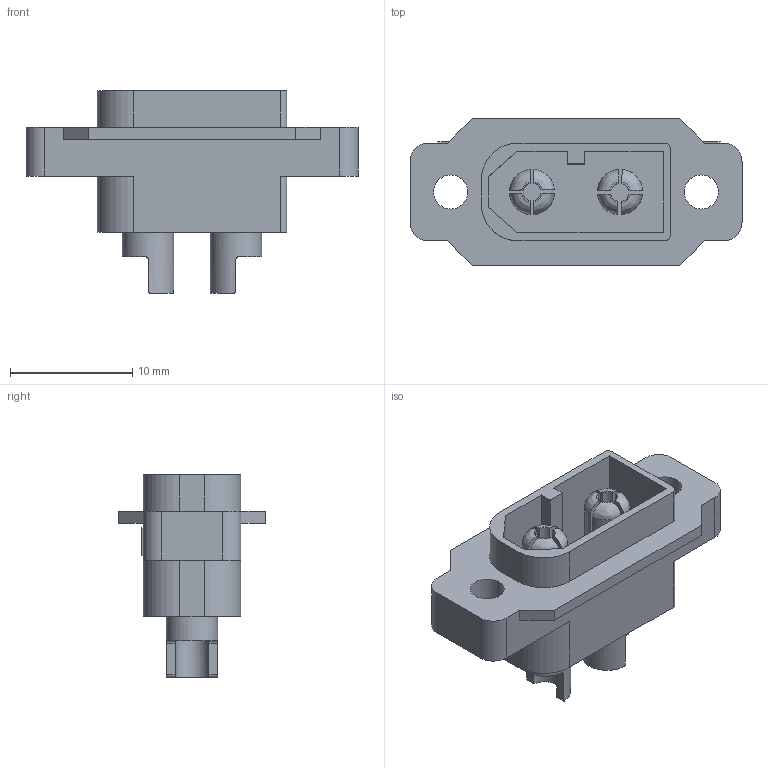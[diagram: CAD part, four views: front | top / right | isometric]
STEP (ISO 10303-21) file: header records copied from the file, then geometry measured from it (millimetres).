
FILE_DESCRIPTION(/* description */ (''),/* implementation_level */ '2;1');
FILE_NAME(/* name */ 'XT60E-M.step',/* time_stamp */ '2023-09-15T16:05:12+02:00',/* author */ (''),/* organization */ (''),/* preprocessor_version */ 'ST-DEVELOPER v20',/* originating_system */ 'Autodesk Translation Framework v12.9.0.99',/* authorisation */ '');
FILE_SCHEMA (('AUTOMOTIVE_DESIGN { 1 0 10303 214 3 1 1 }'));
Length unit declared in the file: millimetre
Products named in the file (1): XT60E-M
Bounding box: 27.18 x 12 x 16.6 mm (x, y, z)
Volume: 1063.8 mm3; surface area: 2236 mm2
Topology: 1 solids, 1 shells, 157 faces, 418 edges, 278 vertices
Faces by surface type: plane 103, cylinder 44, bspline 8, cone 2
Full cylindrical faces by diameter (mm): 2.75 x2, 2.8 x2, 4.2 x2
Entity records: 5235 total; most frequent: CARTESIAN_POINT 1204, ORIENTED_EDGE 832, DIRECTION 772, EDGE_CURVE 416, LINE 296, VECTOR 296, VERTEX_POINT 278, AXIS2_PLACEMENT_3D 238
